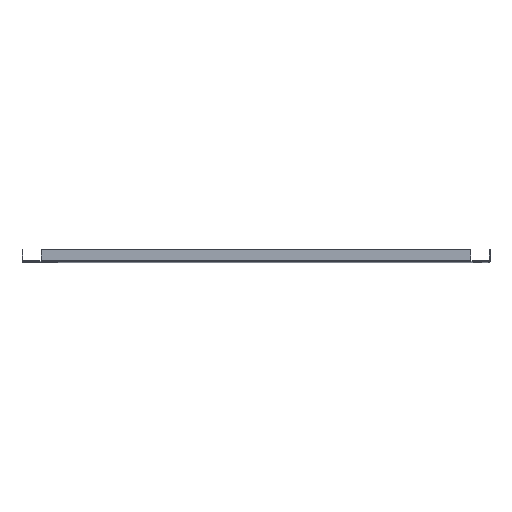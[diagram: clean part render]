
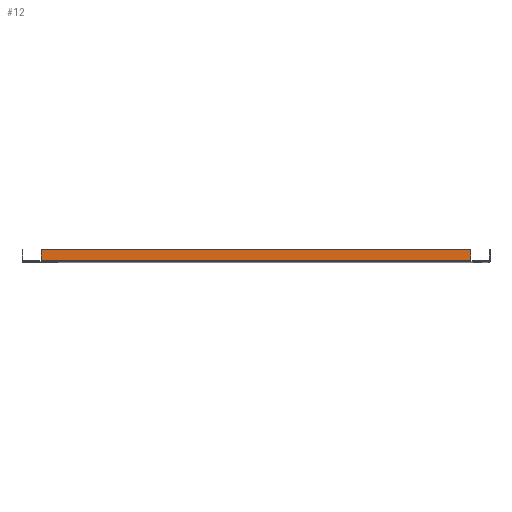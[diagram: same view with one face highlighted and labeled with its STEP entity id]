
A CAD part, top view. The second image highlights one B-rep face of the part: STEP entity #12.
In plain terms, the highlighted planar face has unit normal (0, 0, 1).
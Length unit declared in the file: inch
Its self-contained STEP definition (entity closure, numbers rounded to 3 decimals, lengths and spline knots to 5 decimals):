
#12 = ADVANCED_FACE ( 'NONE', ( #8320 ), #5982, .T. ) ;
#190 = DIRECTION ( 'NONE',  ( 0., 0., 1. ) ) ;
#639 = DIRECTION ( 'NONE',  ( 0., 1., 0. ) ) ;
#893 = ORIENTED_EDGE ( 'NONE', *, *, #3315, .T. ) ;
#2649 = EDGE_CURVE ( 'NONE', #4274, #8176, #5337, .T. ) ;
#3109 = LINE ( 'NONE', #6407, #9790 ) ;
#3263 = CARTESIAN_POINT ( 'NONE',  ( -13.092, 0.75, 13. ) ) ;
#3315 = EDGE_CURVE ( 'NONE', #8986, #8176, #3109, .T. ) ;
#4121 = DIRECTION ( 'NONE',  ( -1., 0., 0. ) ) ;
#4274 = VERTEX_POINT ( 'NONE', #5788 ) ;
#4742 = CARTESIAN_POINT ( 'NONE',  ( 13.092, 0.75, 13. ) ) ;
#4932 = CARTESIAN_POINT ( 'NONE',  ( 13.092, 0.086, 13. ) ) ;
#5337 = LINE ( 'NONE', #7126, #6355 ) ;
#5634 = EDGE_CURVE ( 'NONE', #6917, #4274, #7533, .T. ) ;
#5788 = CARTESIAN_POINT ( 'NONE',  ( -13.092, 0.086, 13. ) ) ;
#5816 = CARTESIAN_POINT ( 'NONE',  ( 13.092, 0.047, 13. ) ) ;
#5849 = ORIENTED_EDGE ( 'NONE', *, *, #2649, .F. ) ;
#5929 = CARTESIAN_POINT ( 'NONE',  ( -14.16392, 0.047, 13. ) ) ;
#5982 = PLANE ( 'NONE',  #7036 ) ;
#6355 = VECTOR ( 'NONE', #10288, 39.37008 ) ;
#6407 = CARTESIAN_POINT ( 'NONE',  ( -14.16392, 0.75, 13. ) ) ;
#6917 = VERTEX_POINT ( 'NONE', #8844 ) ;
#7036 = AXIS2_PLACEMENT_3D ( 'NONE', #5929, #190, #9297 ) ;
#7126 = CARTESIAN_POINT ( 'NONE',  ( -13.092, 0., 13. ) ) ;
#7443 = LINE ( 'NONE', #5816, #8575 ) ;
#7533 = LINE ( 'NONE', #4932, #8459 ) ;
#8176 = VERTEX_POINT ( 'NONE', #3263 ) ;
#8244 = EDGE_LOOP ( 'NONE', ( #5849, #10142, #10394, #893 ) ) ;
#8320 = FACE_OUTER_BOUND ( 'NONE', #8244, .T. ) ;
#8459 = VECTOR ( 'NONE', #4121, 39.37008 ) ;
#8575 = VECTOR ( 'NONE', #639, 39.37008 ) ;
#8844 = CARTESIAN_POINT ( 'NONE',  ( 13.092, 0.086, 13. ) ) ;
#8986 = VERTEX_POINT ( 'NONE', #4742 ) ;
#9161 = EDGE_CURVE ( 'NONE', #6917, #8986, #7443, .T. ) ;
#9297 = DIRECTION ( 'NONE',  ( 0., -1., 0. ) ) ;
#9727 = DIRECTION ( 'NONE',  ( -1., 0., 0. ) ) ;
#9790 = VECTOR ( 'NONE', #9727, 39.37008 ) ;
#10142 = ORIENTED_EDGE ( 'NONE', *, *, #5634, .F. ) ;
#10288 = DIRECTION ( 'NONE',  ( 0., 1., 0. ) ) ;
#10394 = ORIENTED_EDGE ( 'NONE', *, *, #9161, .T. ) ;
